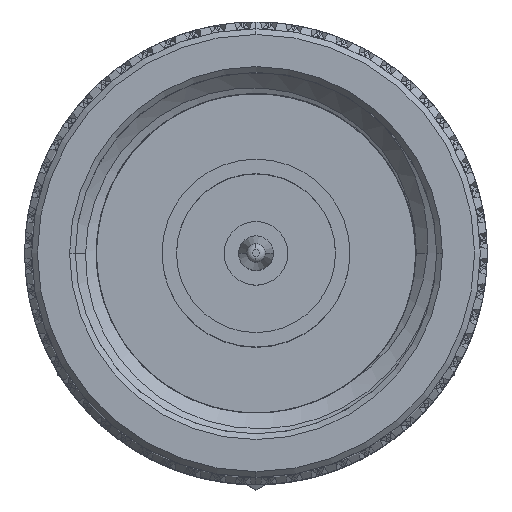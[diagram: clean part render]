
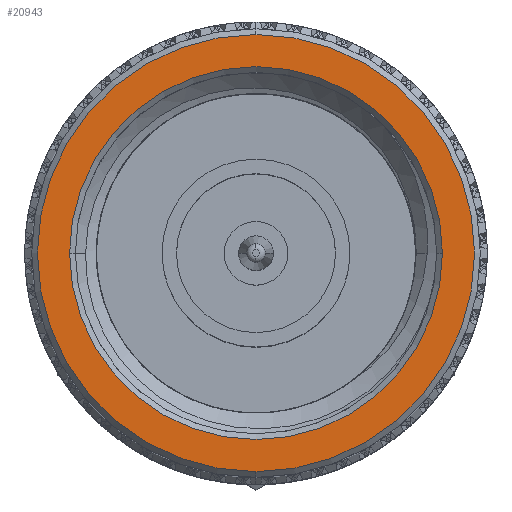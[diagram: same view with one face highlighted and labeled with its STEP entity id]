
A CAD part, top view. The second image highlights one B-rep face of the part: STEP entity #20943.
In plain terms, the highlighted face is planar.
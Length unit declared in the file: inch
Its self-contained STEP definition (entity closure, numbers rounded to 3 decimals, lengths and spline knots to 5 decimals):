
#2812 = CIRCLE ( 'NONE', #36563, 0.3225 ) ;
#2907 = CIRCLE ( 'NONE', #14465, 0.37809 ) ;
#3897 = AXIS2_PLACEMENT_3D ( 'NONE', #83277, #39130, #11139 ) ;
#6496 = ORIENTED_EDGE ( 'NONE', *, *, #37942, .T. ) ;
#11139 = DIRECTION ( 'NONE',  ( 0., -1., 0. ) ) ;
#12615 = AXIS2_PLACEMENT_3D ( 'NONE', #107078, #53987, #117017 ) ;
#14465 = AXIS2_PLACEMENT_3D ( 'NONE', #78278, #59201, #22718 ) ;
#16680 = EDGE_CURVE ( 'NONE', #101708, #28699, #91590, .T. ) ;
#17553 = DIRECTION ( 'NONE',  ( 0., -1., 0. ) ) ;
#20943 = ADVANCED_FACE ( 'NONE', ( #85715, #26065 ), #87365, .T. ) ;
#22718 = DIRECTION ( 'NONE',  ( 0., -1., 0. ) ) ;
#26065 = FACE_OUTER_BOUND ( 'NONE', #41011, .T. ) ;
#26239 = CARTESIAN_POINT ( 'NONE',  ( 0., 0., 0. ) ) ;
#28699 = VERTEX_POINT ( 'NONE', #42051 ) ;
#36563 = AXIS2_PLACEMENT_3D ( 'NONE', #26239, #54061, #17553 ) ;
#37942 = EDGE_CURVE ( 'NONE', #70898, #86806, #43434, .T. ) ;
#39130 = DIRECTION ( 'NONE',  ( 1., 0., 0. ) ) ;
#41011 = EDGE_LOOP ( 'NONE', ( #66313, #65068 ) ) ;
#42051 = CARTESIAN_POINT ( 'NONE',  ( 0., -0.37809, 0. ) ) ;
#43434 = CIRCLE ( 'NONE', #3897, 0.3225 ) ;
#53987 = DIRECTION ( 'NONE',  ( -1., 0., 0. ) ) ;
#54061 = DIRECTION ( 'NONE',  ( 1., 0., 0. ) ) ;
#59201 = DIRECTION ( 'NONE',  ( -1., 0., 0. ) ) ;
#60212 = AXIS2_PLACEMENT_3D ( 'NONE', #88148, #60436, #60816 ) ;
#60436 = DIRECTION ( 'NONE',  ( -1., 0., 0. ) ) ;
#60816 = DIRECTION ( 'NONE',  ( 0., -1., 0. ) ) ;
#65068 = ORIENTED_EDGE ( 'NONE', *, *, #98820, .T. ) ;
#66313 = ORIENTED_EDGE ( 'NONE', *, *, #16680, .T. ) ;
#70898 = VERTEX_POINT ( 'NONE', #95627 ) ;
#78278 = CARTESIAN_POINT ( 'NONE',  ( 0., 0., 0. ) ) ;
#83277 = CARTESIAN_POINT ( 'NONE',  ( 0., 0., 0. ) ) ;
#85715 = FACE_BOUND ( 'NONE', #107043, .T. ) ;
#86806 = VERTEX_POINT ( 'NONE', #112822 ) ;
#87365 = PLANE ( 'NONE',  #60212 ) ;
#88148 = CARTESIAN_POINT ( 'NONE',  ( 0., 0.38809, 0. ) ) ;
#91590 = CIRCLE ( 'NONE', #12615, 0.37809 ) ;
#95627 = CARTESIAN_POINT ( 'NONE',  ( 0., 0., 0.3225 ) ) ;
#98820 = EDGE_CURVE ( 'NONE', #28699, #101708, #2907, .T. ) ;
#100651 = EDGE_CURVE ( 'NONE', #86806, #70898, #2812, .T. ) ;
#101708 = VERTEX_POINT ( 'NONE', #109965 ) ;
#106692 = ORIENTED_EDGE ( 'NONE', *, *, #100651, .T. ) ;
#107043 = EDGE_LOOP ( 'NONE', ( #6496, #106692 ) ) ;
#107078 = CARTESIAN_POINT ( 'NONE',  ( 0., 0., 0. ) ) ;
#109965 = CARTESIAN_POINT ( 'NONE',  ( 0., 0.37809, 0. ) ) ;
#112822 = CARTESIAN_POINT ( 'NONE',  ( 0., 0., -0.3225 ) ) ;
#117017 = DIRECTION ( 'NONE',  ( 0., -1., 0. ) ) ;
